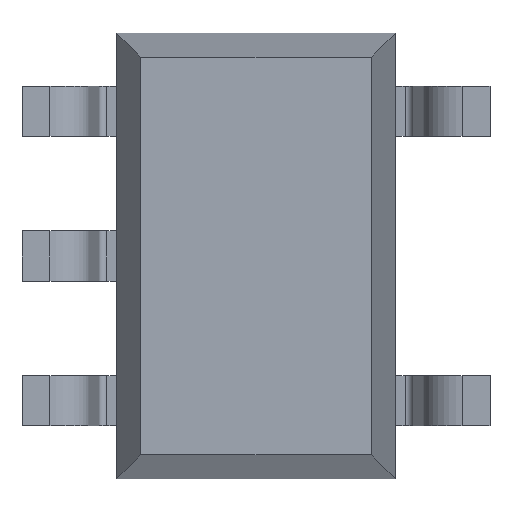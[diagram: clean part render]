
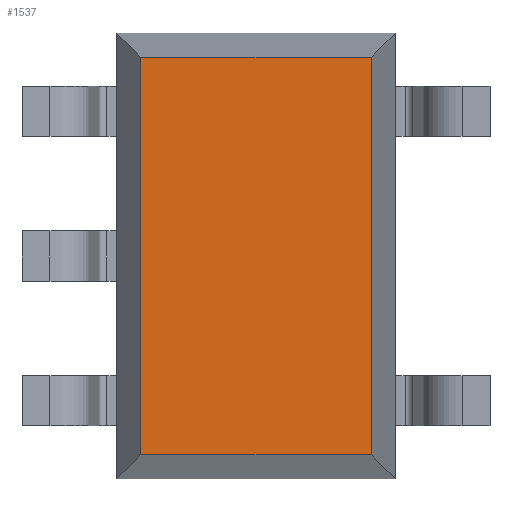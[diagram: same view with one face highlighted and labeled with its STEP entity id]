
A CAD part, front view. The second image highlights one B-rep face of the part: STEP entity #1537.
In plain terms, the highlighted planar face has unit normal (0, -1, 0).
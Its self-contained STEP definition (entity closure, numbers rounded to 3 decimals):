
#104 = CARTESIAN_POINT ( 'NONE',  ( -0.517, 0.1, 1. ) ) ;
#113 = LINE ( 'NONE', #938, #1740 ) ;
#147 = DIRECTION ( 'NONE',  ( 0., 0., 1. ) ) ;
#195 = VERTEX_POINT ( 'NONE', #1856 ) ;
#222 = ORIENTED_EDGE ( 'NONE', *, *, #399, .T. ) ;
#291 = AXIS2_PLACEMENT_3D ( 'NONE', #293, #488, #1875 ) ;
#293 = CARTESIAN_POINT ( 'NONE',  ( 0., 0.1, 0. ) ) ;
#305 = PLANE ( 'NONE',  #291 ) ;
#322 = EDGE_CURVE ( 'NONE', #633, #1184, #113, .T. ) ;
#399 = EDGE_CURVE ( 'NONE', #195, #1146, #2139, .T. ) ;
#475 = FACE_OUTER_BOUND ( 'NONE', #1099, .T. ) ;
#488 = DIRECTION ( 'NONE',  ( 0., -1., 0. ) ) ;
#602 = LINE ( 'NONE', #1546, #2155 ) ;
#633 = VERTEX_POINT ( 'NONE', #2086 ) ;
#739 = ORIENTED_EDGE ( 'NONE', *, *, #322, .T. ) ;
#796 = VECTOR ( 'NONE', #1492, 1000. ) ;
#938 = CARTESIAN_POINT ( 'NONE',  ( -0.625, 0.1, -0.892 ) ) ;
#1030 = ORIENTED_EDGE ( 'NONE', *, *, #1392, .T. ) ;
#1099 = EDGE_LOOP ( 'NONE', ( #739, #1030, #222, #1849 ) ) ;
#1146 = VERTEX_POINT ( 'NONE', #1302 ) ;
#1184 = VERTEX_POINT ( 'NONE', #2087 ) ;
#1302 = CARTESIAN_POINT ( 'NONE',  ( -0.517, 0.1, 0.892 ) ) ;
#1392 = EDGE_CURVE ( 'NONE', #1184, #195, #602, .T. ) ;
#1492 = DIRECTION ( 'NONE',  ( 0., 0., -1. ) ) ;
#1513 = DIRECTION ( 'NONE',  ( 1., 0., 0. ) ) ;
#1537 = ADVANCED_FACE ( 'NONE', ( #475 ), #305, .T. ) ;
#1538 = DIRECTION ( 'NONE',  ( -1., 0., 0. ) ) ;
#1546 = CARTESIAN_POINT ( 'NONE',  ( 0.517, 0.1, -1. ) ) ;
#1571 = VECTOR ( 'NONE', #1538, 1000. ) ;
#1740 = VECTOR ( 'NONE', #1513, 1000. ) ;
#1849 = ORIENTED_EDGE ( 'NONE', *, *, #1981, .T. ) ;
#1856 = CARTESIAN_POINT ( 'NONE',  ( 0.517, 0.1, 0.892 ) ) ;
#1875 = DIRECTION ( 'NONE',  ( 0., 0., -1. ) ) ;
#1981 = EDGE_CURVE ( 'NONE', #1146, #633, #2141, .T. ) ;
#2086 = CARTESIAN_POINT ( 'NONE',  ( -0.517, 0.1, -0.892 ) ) ;
#2087 = CARTESIAN_POINT ( 'NONE',  ( 0.517, 0.1, -0.892 ) ) ;
#2139 = LINE ( 'NONE', #2175, #1571 ) ;
#2141 = LINE ( 'NONE', #104, #796 ) ;
#2155 = VECTOR ( 'NONE', #147, 1000. ) ;
#2175 = CARTESIAN_POINT ( 'NONE',  ( 0.625, 0.1, 0.892 ) ) ;
